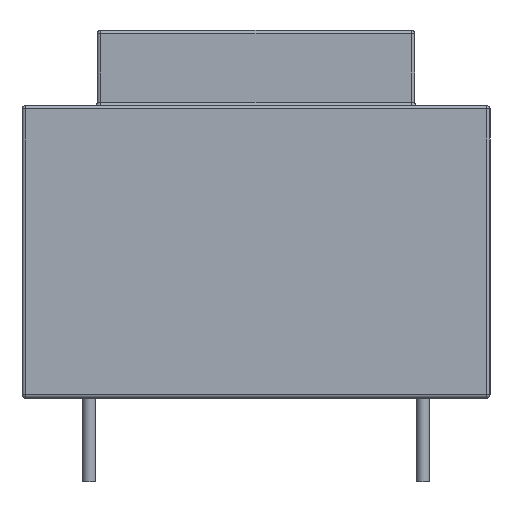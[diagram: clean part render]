
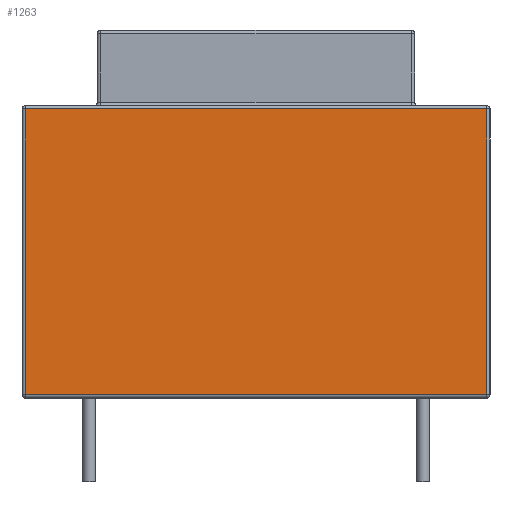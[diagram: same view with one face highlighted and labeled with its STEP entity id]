
A CAD part, left-side view. The second image highlights one B-rep face of the part: STEP entity #1263.
In plain terms, the highlighted planar face has unit normal (-1, 0, 0).
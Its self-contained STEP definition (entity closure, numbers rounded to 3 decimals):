
#131 = CYLINDRICAL_SURFACE('',#132,0.2);
#132 = AXIS2_PLACEMENT_3D('',#133,#134,#135);
#133 = CARTESIAN_POINT('',(0.2,0.,0.2));
#134 = DIRECTION('',(0.,1.,0.));
#135 = DIRECTION('',(-1.,0.,0.));
#480 = VERTEX_POINT('',#481);
#481 = CARTESIAN_POINT('',(0.,0.2,0.2));
#508 = VERTEX_POINT('',#509);
#509 = CARTESIAN_POINT('',(0.,27.8,0.2));
#534 = EDGE_CURVE('',#480,#508,#535,.T.);
#535 = SURFACE_CURVE('',#536,(#540,#547),.PCURVE_S1.);
#536 = LINE('',#537,#538);
#537 = CARTESIAN_POINT('',(0.,0.,0.2));
#538 = VECTOR('',#539,1.);
#539 = DIRECTION('',(0.,1.,0.));
#540 = PCURVE('',#131,#541);
#541 = DEFINITIONAL_REPRESENTATION('',(#542),#546);
#542 = LINE('',#543,#544);
#543 = CARTESIAN_POINT('',(-0.,0.));
#544 = VECTOR('',#545,1.);
#545 = DIRECTION('',(-0.,1.));
#546 = ( GEOMETRIC_REPRESENTATION_CONTEXT(2) 
PARAMETRIC_REPRESENTATION_CONTEXT() REPRESENTATION_CONTEXT('2D SPACE',''
  ) );
#547 = PCURVE('',#548,#553);
#548 = PLANE('',#549);
#549 = AXIS2_PLACEMENT_3D('',#550,#551,#552);
#550 = CARTESIAN_POINT('',(0.,0.,0.));
#551 = DIRECTION('',(1.,0.,0.));
#552 = DIRECTION('',(0.,0.,1.));
#553 = DEFINITIONAL_REPRESENTATION('',(#554),#558);
#554 = LINE('',#555,#556);
#555 = CARTESIAN_POINT('',(0.2,0.));
#556 = VECTOR('',#557,1.);
#557 = DIRECTION('',(0.,-1.));
#558 = ( GEOMETRIC_REPRESENTATION_CONTEXT(2) 
PARAMETRIC_REPRESENTATION_CONTEXT() REPRESENTATION_CONTEXT('2D SPACE',''
  ) );
#1252 = CYLINDRICAL_SURFACE('',#1253,0.2);
#1253 = AXIS2_PLACEMENT_3D('',#1254,#1255,#1256);
#1254 = CARTESIAN_POINT('',(0.2,0.2,0.));
#1255 = DIRECTION('',(0.,0.,1.));
#1256 = DIRECTION('',(-1.,0.,0.));
#1263 = ADVANCED_FACE('',(#1264),#548,.F.);
#1264 = FACE_BOUND('',#1265,.F.);
#1265 = EDGE_LOOP('',(#1266,#1289,#1290,#1318));
#1266 = ORIENTED_EDGE('',*,*,#1267,.F.);
#1267 = EDGE_CURVE('',#480,#1268,#1270,.T.);
#1268 = VERTEX_POINT('',#1269);
#1269 = CARTESIAN_POINT('',(0.,0.2,17.3));
#1270 = SURFACE_CURVE('',#1271,(#1275,#1282),.PCURVE_S1.);
#1271 = LINE('',#1272,#1273);
#1272 = CARTESIAN_POINT('',(0.,0.2,0.));
#1273 = VECTOR('',#1274,1.);
#1274 = DIRECTION('',(0.,0.,1.));
#1275 = PCURVE('',#548,#1276);
#1276 = DEFINITIONAL_REPRESENTATION('',(#1277),#1281);
#1277 = LINE('',#1278,#1279);
#1278 = CARTESIAN_POINT('',(0.,-0.2));
#1279 = VECTOR('',#1280,1.);
#1280 = DIRECTION('',(1.,0.));
#1281 = ( GEOMETRIC_REPRESENTATION_CONTEXT(2) 
PARAMETRIC_REPRESENTATION_CONTEXT() REPRESENTATION_CONTEXT('2D SPACE',''
  ) );
#1282 = PCURVE('',#1252,#1283);
#1283 = DEFINITIONAL_REPRESENTATION('',(#1284),#1288);
#1284 = LINE('',#1285,#1286);
#1285 = CARTESIAN_POINT('',(0.,0.));
#1286 = VECTOR('',#1287,1.);
#1287 = DIRECTION('',(0.,1.));
#1288 = ( GEOMETRIC_REPRESENTATION_CONTEXT(2) 
PARAMETRIC_REPRESENTATION_CONTEXT() REPRESENTATION_CONTEXT('2D SPACE',''
  ) );
#1289 = ORIENTED_EDGE('',*,*,#534,.T.);
#1290 = ORIENTED_EDGE('',*,*,#1291,.T.);
#1291 = EDGE_CURVE('',#508,#1292,#1294,.T.);
#1292 = VERTEX_POINT('',#1293);
#1293 = CARTESIAN_POINT('',(0.,27.8,17.3));
#1294 = SURFACE_CURVE('',#1295,(#1299,#1306),.PCURVE_S1.);
#1295 = LINE('',#1296,#1297);
#1296 = CARTESIAN_POINT('',(0.,27.8,0.));
#1297 = VECTOR('',#1298,1.);
#1298 = DIRECTION('',(0.,0.,1.));
#1299 = PCURVE('',#548,#1300);
#1300 = DEFINITIONAL_REPRESENTATION('',(#1301),#1305);
#1301 = LINE('',#1302,#1303);
#1302 = CARTESIAN_POINT('',(0.,-27.8));
#1303 = VECTOR('',#1304,1.);
#1304 = DIRECTION('',(1.,0.));
#1305 = ( GEOMETRIC_REPRESENTATION_CONTEXT(2) 
PARAMETRIC_REPRESENTATION_CONTEXT() REPRESENTATION_CONTEXT('2D SPACE',''
  ) );
#1306 = PCURVE('',#1307,#1312);
#1307 = CYLINDRICAL_SURFACE('',#1308,0.2);
#1308 = AXIS2_PLACEMENT_3D('',#1309,#1310,#1311);
#1309 = CARTESIAN_POINT('',(0.2,27.8,0.));
#1310 = DIRECTION('',(0.,0.,1.));
#1311 = DIRECTION('',(-1.,0.,0.));
#1312 = DEFINITIONAL_REPRESENTATION('',(#1313),#1317);
#1313 = LINE('',#1314,#1315);
#1314 = CARTESIAN_POINT('',(-0.,0.));
#1315 = VECTOR('',#1316,1.);
#1316 = DIRECTION('',(-0.,1.));
#1317 = ( GEOMETRIC_REPRESENTATION_CONTEXT(2) 
PARAMETRIC_REPRESENTATION_CONTEXT() REPRESENTATION_CONTEXT('2D SPACE',''
  ) );
#1318 = ORIENTED_EDGE('',*,*,#1319,.F.);
#1319 = EDGE_CURVE('',#1268,#1292,#1320,.T.);
#1320 = SURFACE_CURVE('',#1321,(#1325,#1332),.PCURVE_S1.);
#1321 = LINE('',#1322,#1323);
#1322 = CARTESIAN_POINT('',(0.,0.,17.3));
#1323 = VECTOR('',#1324,1.);
#1324 = DIRECTION('',(0.,1.,0.));
#1325 = PCURVE('',#548,#1326);
#1326 = DEFINITIONAL_REPRESENTATION('',(#1327),#1331);
#1327 = LINE('',#1328,#1329);
#1328 = CARTESIAN_POINT('',(17.3,0.));
#1329 = VECTOR('',#1330,1.);
#1330 = DIRECTION('',(0.,-1.));
#1331 = ( GEOMETRIC_REPRESENTATION_CONTEXT(2) 
PARAMETRIC_REPRESENTATION_CONTEXT() REPRESENTATION_CONTEXT('2D SPACE',''
  ) );
#1332 = PCURVE('',#1333,#1338);
#1333 = CYLINDRICAL_SURFACE('',#1334,0.2);
#1334 = AXIS2_PLACEMENT_3D('',#1335,#1336,#1337);
#1335 = CARTESIAN_POINT('',(0.2,0.,17.3));
#1336 = DIRECTION('',(0.,1.,0.));
#1337 = DIRECTION('',(-1.,0.,0.));
#1338 = DEFINITIONAL_REPRESENTATION('',(#1339),#1343);
#1339 = LINE('',#1340,#1341);
#1340 = CARTESIAN_POINT('',(0.,0.));
#1341 = VECTOR('',#1342,1.);
#1342 = DIRECTION('',(0.,1.));
#1343 = ( GEOMETRIC_REPRESENTATION_CONTEXT(2) 
PARAMETRIC_REPRESENTATION_CONTEXT() REPRESENTATION_CONTEXT('2D SPACE',''
  ) );
